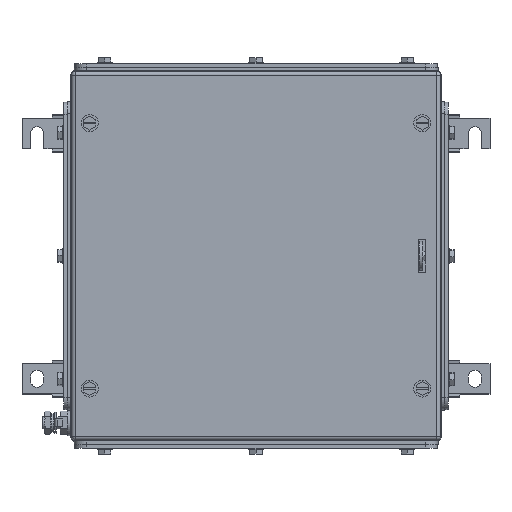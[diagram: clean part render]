
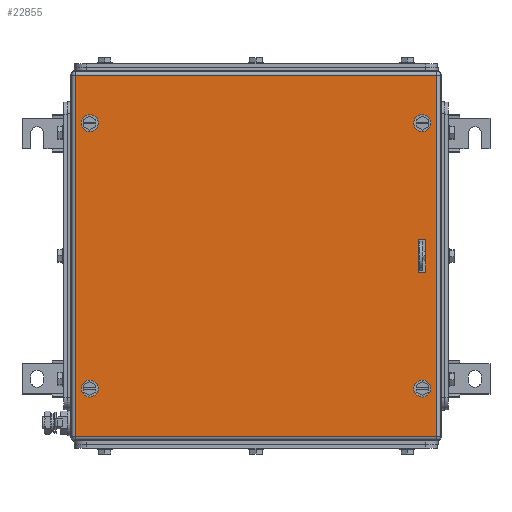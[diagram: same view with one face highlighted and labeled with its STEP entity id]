
A CAD part, top view. The second image highlights one B-rep face of the part: STEP entity #22855.
In plain terms, the highlighted planar face has unit normal (0, 0, 1).
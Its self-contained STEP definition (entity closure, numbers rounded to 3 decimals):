
#22695=AXIS2_PLACEMENT_3D('Circle Axis2P3D',#22693,#22694,$) ;
#22722=AXIS2_PLACEMENT_3D('Plane Axis2P3D',#22719,#22720,#22721) ;
#22760=AXIS2_PLACEMENT_3D('Circle Axis2P3D',#22758,#22759,$) ;
#22769=AXIS2_PLACEMENT_3D('Circle Axis2P3D',#22767,#22768,$) ;
#22778=AXIS2_PLACEMENT_3D('Circle Axis2P3D',#22776,#22777,$) ;
#22787=AXIS2_PLACEMENT_3D('Circle Axis2P3D',#22785,#22786,$) ;
#22796=AXIS2_PLACEMENT_3D('Circle Axis2P3D',#22794,#22795,$) ;
#22805=AXIS2_PLACEMENT_3D('Circle Axis2P3D',#22803,#22804,$) ;
#22814=AXIS2_PLACEMENT_3D('Circle Axis2P3D',#22812,#22813,$) ;
#22690=CARTESIAN_POINT('Vertex',(59.5,273.75,153.5)) ;
#22693=CARTESIAN_POINT('Axis2P3D Location',(56.,273.75,153.5)) ;
#22697=CARTESIAN_POINT('Vertex',(52.5,273.75,153.5)) ;
#22719=CARTESIAN_POINT('Axis2P3D Location',(193.5,164.,153.5)) ;
#22724=CARTESIAN_POINT('Line Origine',(193.5,313.5,153.5)) ;
#22728=CARTESIAN_POINT('Vertex',(343.,313.5,153.5)) ;
#22730=CARTESIAN_POINT('Vertex',(44.,313.5,153.5)) ;
#22733=CARTESIAN_POINT('Line Origine',(44.,164.,153.5)) ;
#22737=CARTESIAN_POINT('Vertex',(44.,14.5,153.5)) ;
#22740=CARTESIAN_POINT('Line Origine',(193.5,14.5,153.5)) ;
#22744=CARTESIAN_POINT('Vertex',(343.,14.5,153.5)) ;
#22747=CARTESIAN_POINT('Line Origine',(343.,164.,153.5)) ;
#22758=CARTESIAN_POINT('Axis2P3D Location',(56.,273.75,153.5)) ;
#22767=CARTESIAN_POINT('Axis2P3D Location',(56.,54.25,153.5)) ;
#22771=CARTESIAN_POINT('Vertex',(52.5,54.25,153.5)) ;
#22773=CARTESIAN_POINT('Vertex',(59.5,54.25,153.5)) ;
#22776=CARTESIAN_POINT('Axis2P3D Location',(56.,54.25,153.5)) ;
#22785=CARTESIAN_POINT('Axis2P3D Location',(331.,54.25,153.5)) ;
#22789=CARTESIAN_POINT('Vertex',(334.5,54.25,153.5)) ;
#22791=CARTESIAN_POINT('Vertex',(327.5,54.25,153.5)) ;
#22794=CARTESIAN_POINT('Axis2P3D Location',(331.,54.25,153.5)) ;
#22803=CARTESIAN_POINT('Axis2P3D Location',(331.,273.75,153.5)) ;
#22807=CARTESIAN_POINT('Vertex',(334.5,273.75,153.5)) ;
#22809=CARTESIAN_POINT('Vertex',(327.5,273.75,153.5)) ;
#22812=CARTESIAN_POINT('Axis2P3D Location',(331.,273.75,153.5)) ;
#22821=CARTESIAN_POINT('Line Origine',(330.75,150.5,153.5)) ;
#22825=CARTESIAN_POINT('Vertex',(334.,150.5,153.5)) ;
#22827=CARTESIAN_POINT('Vertex',(327.5,150.5,153.5)) ;
#22830=CARTESIAN_POINT('Line Origine',(327.5,164.,153.5)) ;
#22834=CARTESIAN_POINT('Vertex',(327.5,177.5,153.5)) ;
#22837=CARTESIAN_POINT('Line Origine',(330.75,177.5,153.5)) ;
#22841=CARTESIAN_POINT('Vertex',(334.,177.5,153.5)) ;
#22844=CARTESIAN_POINT('Line Origine',(334.,164.,153.5)) ;
#22694=DIRECTION('Axis2P3D Direction',(0.,0.,1.)) ;
#22720=DIRECTION('Axis2P3D Direction',(0.,0.,1.)) ;
#22721=DIRECTION('Axis2P3D XDirection',(1.,0.,0.)) ;
#22725=DIRECTION('Vector Direction',(1.,0.,0.)) ;
#22734=DIRECTION('Vector Direction',(0.,-1.,0.)) ;
#22741=DIRECTION('Vector Direction',(1.,0.,0.)) ;
#22748=DIRECTION('Vector Direction',(0.,1.,0.)) ;
#22759=DIRECTION('Axis2P3D Direction',(0.,0.,1.)) ;
#22768=DIRECTION('Axis2P3D Direction',(0.,0.,1.)) ;
#22777=DIRECTION('Axis2P3D Direction',(0.,0.,1.)) ;
#22786=DIRECTION('Axis2P3D Direction',(0.,0.,1.)) ;
#22795=DIRECTION('Axis2P3D Direction',(0.,0.,1.)) ;
#22804=DIRECTION('Axis2P3D Direction',(0.,0.,1.)) ;
#22813=DIRECTION('Axis2P3D Direction',(0.,0.,1.)) ;
#22822=DIRECTION('Vector Direction',(-1.,0.,0.)) ;
#22831=DIRECTION('Vector Direction',(0.,1.,0.)) ;
#22838=DIRECTION('Vector Direction',(1.,0.,0.)) ;
#22845=DIRECTION('Vector Direction',(0.,-1.,0.)) ;
#22726=VECTOR('Line Direction',#22725,1.) ;
#22735=VECTOR('Line Direction',#22734,1.) ;
#22742=VECTOR('Line Direction',#22741,1.) ;
#22749=VECTOR('Line Direction',#22748,1.) ;
#22823=VECTOR('Line Direction',#22822,1.) ;
#22832=VECTOR('Line Direction',#22831,1.) ;
#22839=VECTOR('Line Direction',#22838,1.) ;
#22846=VECTOR('Line Direction',#22845,1.) ;
#22753=ORIENTED_EDGE('',*,*,#22732,.T.) ;
#22754=ORIENTED_EDGE('',*,*,#22739,.T.) ;
#22755=ORIENTED_EDGE('',*,*,#22746,.T.) ;
#22756=ORIENTED_EDGE('',*,*,#22751,.T.) ;
#22764=ORIENTED_EDGE('',*,*,#22762,.F.) ;
#22765=ORIENTED_EDGE('',*,*,#22699,.F.) ;
#22782=ORIENTED_EDGE('',*,*,#22775,.F.) ;
#22783=ORIENTED_EDGE('',*,*,#22780,.F.) ;
#22800=ORIENTED_EDGE('',*,*,#22793,.F.) ;
#22801=ORIENTED_EDGE('',*,*,#22798,.F.) ;
#22818=ORIENTED_EDGE('',*,*,#22811,.F.) ;
#22819=ORIENTED_EDGE('',*,*,#22816,.F.) ;
#22850=ORIENTED_EDGE('',*,*,#22829,.T.) ;
#22851=ORIENTED_EDGE('',*,*,#22836,.T.) ;
#22852=ORIENTED_EDGE('',*,*,#22843,.T.) ;
#22853=ORIENTED_EDGE('',*,*,#22848,.T.) ;
#22766=FACE_BOUND('',#22763,.T.) ;
#22784=FACE_BOUND('',#22781,.T.) ;
#22802=FACE_BOUND('',#22799,.T.) ;
#22820=FACE_BOUND('',#22817,.T.) ;
#22854=FACE_BOUND('',#22849,.T.) ;
#22855=ADVANCED_FACE('ZUB_KTB_MH_303015_4GP_AllCATPart.2\\ZUB_DE_KTB_MH_306x306.1\\DE_KTB_MH_PART_MASTER.1\\Koerper.2',(#22757,#22766,#22784,#22802,#22820,#22854),#22723,.T.) ;
#22696=CIRCLE('generated circle',#22695,3.5) ;
#22761=CIRCLE('generated circle',#22760,3.5) ;
#22770=CIRCLE('generated circle',#22769,3.5) ;
#22779=CIRCLE('generated circle',#22778,3.5) ;
#22788=CIRCLE('generated circle',#22787,3.5) ;
#22797=CIRCLE('generated circle',#22796,3.5) ;
#22806=CIRCLE('generated circle',#22805,3.5) ;
#22815=CIRCLE('generated circle',#22814,3.5) ;
#22699=EDGE_CURVE('',#22691,#22698,#22696,.T.) ;
#22732=EDGE_CURVE('',#22729,#22731,#22727,.F.) ;
#22739=EDGE_CURVE('',#22731,#22738,#22736,.T.) ;
#22746=EDGE_CURVE('',#22738,#22745,#22743,.T.) ;
#22751=EDGE_CURVE('',#22745,#22729,#22750,.T.) ;
#22762=EDGE_CURVE('',#22698,#22691,#22761,.T.) ;
#22775=EDGE_CURVE('',#22772,#22774,#22770,.T.) ;
#22780=EDGE_CURVE('',#22774,#22772,#22779,.T.) ;
#22793=EDGE_CURVE('',#22790,#22792,#22788,.T.) ;
#22798=EDGE_CURVE('',#22792,#22790,#22797,.T.) ;
#22811=EDGE_CURVE('',#22808,#22810,#22806,.T.) ;
#22816=EDGE_CURVE('',#22810,#22808,#22815,.T.) ;
#22829=EDGE_CURVE('',#22826,#22828,#22824,.T.) ;
#22836=EDGE_CURVE('',#22828,#22835,#22833,.T.) ;
#22843=EDGE_CURVE('',#22835,#22842,#22840,.T.) ;
#22848=EDGE_CURVE('',#22842,#22826,#22847,.T.) ;
#22752=EDGE_LOOP('',(#22753,#22754,#22755,#22756)) ;
#22763=EDGE_LOOP('',(#22764,#22765)) ;
#22781=EDGE_LOOP('',(#22782,#22783)) ;
#22799=EDGE_LOOP('',(#22800,#22801)) ;
#22817=EDGE_LOOP('',(#22818,#22819)) ;
#22849=EDGE_LOOP('',(#22850,#22851,#22852,#22853)) ;
#22757=FACE_OUTER_BOUND('',#22752,.T.) ;
#22727=LINE('Line',#22724,#22726) ;
#22736=LINE('Line',#22733,#22735) ;
#22743=LINE('Line',#22740,#22742) ;
#22750=LINE('Line',#22747,#22749) ;
#22824=LINE('Line',#22821,#22823) ;
#22833=LINE('Line',#22830,#22832) ;
#22840=LINE('Line',#22837,#22839) ;
#22847=LINE('Line',#22844,#22846) ;
#22723=PLANE('',#22722) ;
#22691=VERTEX_POINT('',#22690) ;
#22698=VERTEX_POINT('',#22697) ;
#22729=VERTEX_POINT('',#22728) ;
#22731=VERTEX_POINT('',#22730) ;
#22738=VERTEX_POINT('',#22737) ;
#22745=VERTEX_POINT('',#22744) ;
#22772=VERTEX_POINT('',#22771) ;
#22774=VERTEX_POINT('',#22773) ;
#22790=VERTEX_POINT('',#22789) ;
#22792=VERTEX_POINT('',#22791) ;
#22808=VERTEX_POINT('',#22807) ;
#22810=VERTEX_POINT('',#22809) ;
#22826=VERTEX_POINT('',#22825) ;
#22828=VERTEX_POINT('',#22827) ;
#22835=VERTEX_POINT('',#22834) ;
#22842=VERTEX_POINT('',#22841) ;
